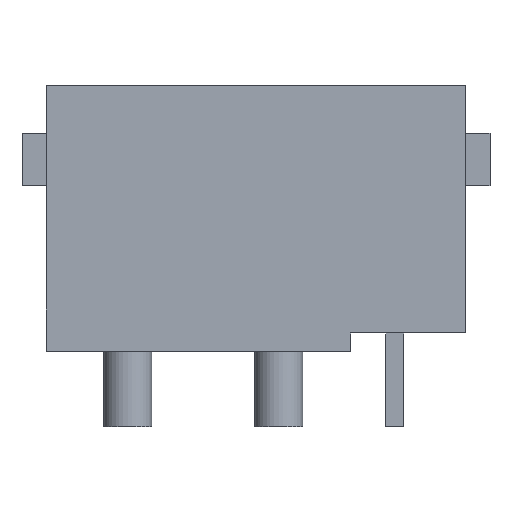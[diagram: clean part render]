
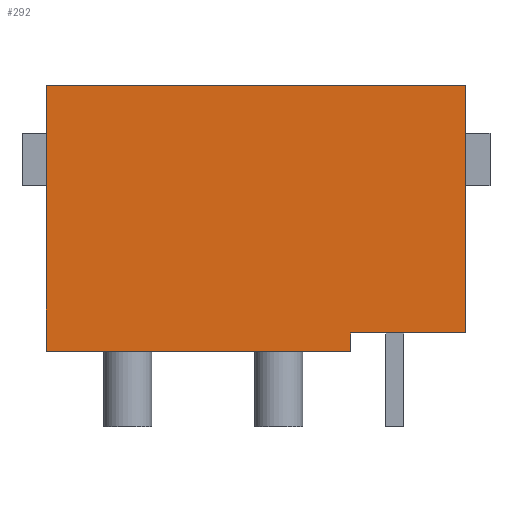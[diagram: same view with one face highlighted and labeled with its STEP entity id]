
A CAD part, front view. The second image highlights one B-rep face of the part: STEP entity #292.
In plain terms, the highlighted planar face has unit normal (0, -1, 0).
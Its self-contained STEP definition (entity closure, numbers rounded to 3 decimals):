
#32 = VERTEX_POINT('',#33);
#33 = CARTESIAN_POINT('',(-7.7,-2.6,8.8));
#39 = EDGE_CURVE('',#40,#32,#42,.T.);
#40 = VERTEX_POINT('',#41);
#41 = CARTESIAN_POINT('',(-7.7,-2.6,0.));
#42 = LINE('',#43,#44);
#43 = CARTESIAN_POINT('',(-7.7,-2.6,0.));
#44 = VECTOR('',#45,1.);
#45 = DIRECTION('',(0.,0.,1.));
#142 = EDGE_CURVE('',#40,#143,#145,.T.);
#143 = VERTEX_POINT('',#144);
#144 = CARTESIAN_POINT('',(2.388,-2.6,0.));
#145 = LINE('',#146,#147);
#146 = CARTESIAN_POINT('',(-7.7,-2.6,0.));
#147 = VECTOR('',#148,1.);
#148 = DIRECTION('',(1.,0.,0.));
#189 = EDGE_CURVE('',#32,#190,#192,.T.);
#190 = VERTEX_POINT('',#191);
#191 = CARTESIAN_POINT('',(6.2,-2.6,8.8));
#192 = LINE('',#193,#194);
#193 = CARTESIAN_POINT('',(-7.7,-2.6,8.8));
#194 = VECTOR('',#195,1.);
#195 = DIRECTION('',(1.,0.,0.));
#292 = ADVANCED_FACE('',(#293),#320,.T.);
#293 = FACE_BOUND('',#294,.T.);
#294 = EDGE_LOOP('',(#295,#296,#297,#305,#313,#319));
#295 = ORIENTED_EDGE('',*,*,#39,.F.);
#296 = ORIENTED_EDGE('',*,*,#142,.T.);
#297 = ORIENTED_EDGE('',*,*,#298,.T.);
#298 = EDGE_CURVE('',#143,#299,#301,.T.);
#299 = VERTEX_POINT('',#300);
#300 = CARTESIAN_POINT('',(2.388,-2.6,0.6));
#301 = LINE('',#302,#303);
#302 = CARTESIAN_POINT('',(2.388,-2.6,0.));
#303 = VECTOR('',#304,1.);
#304 = DIRECTION('',(0.,0.,1.));
#305 = ORIENTED_EDGE('',*,*,#306,.F.);
#306 = EDGE_CURVE('',#307,#299,#309,.T.);
#307 = VERTEX_POINT('',#308);
#308 = CARTESIAN_POINT('',(6.2,-2.6,0.6));
#309 = LINE('',#310,#311);
#310 = CARTESIAN_POINT('',(6.2,-2.6,0.6));
#311 = VECTOR('',#312,1.);
#312 = DIRECTION('',(-1.,0.,0.));
#313 = ORIENTED_EDGE('',*,*,#314,.T.);
#314 = EDGE_CURVE('',#307,#190,#315,.T.);
#315 = LINE('',#316,#317);
#316 = CARTESIAN_POINT('',(6.2,-2.6,0.));
#317 = VECTOR('',#318,1.);
#318 = DIRECTION('',(0.,0.,1.));
#319 = ORIENTED_EDGE('',*,*,#189,.F.);
#320 = PLANE('',#321);
#321 = AXIS2_PLACEMENT_3D('',#322,#323,#324);
#322 = CARTESIAN_POINT('',(-0.75,-2.6,4.4));
#323 = DIRECTION('',(-0.,-1.,-0.));
#324 = DIRECTION('',(0.,0.,-1.));
